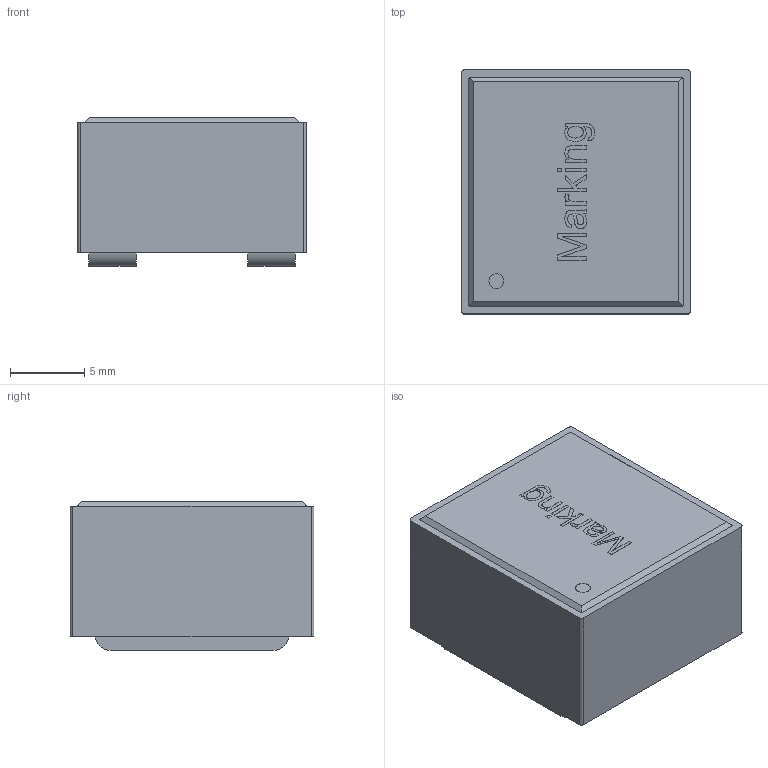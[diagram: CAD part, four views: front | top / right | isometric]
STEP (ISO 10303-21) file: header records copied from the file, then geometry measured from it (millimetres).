
FILE_DESCRIPTION(/* description */ ('Unknown'),/* implementation_level */ '2;1');
FILE_NAME(/* name */ 'L_Wurth_WE-XHMI_1510',/* time_stamp */ '2022-03-08T13:38:16+08:00',/* author */ ('Unknown'),/* organization */ ('Unknown'),/* preprocessor_version */ 'ST-DEVELOPER v16.7',/* originating_system */ 'Solid Edge',/* authorisation */ 'Unknown');
FILE_SCHEMA (('AUTOMOTIVE_DESIGN {1 0 10303 214 3 1 1}'));
Length unit declared in the file: millimetre
Products named in the file (2): L_Wurth_WE-XHMI_1510
Assembly tree (1 placements, depth 2):
  L_Wurth_WE-XHMI_1510
    L_Wurth_WE-XHMI_1510
Bounding box: 15.4 x 16.4 x 10 mm (x, y, z)
Volume: 2358.3 mm3; surface area: 1120.9 mm2
Topology: 1 solids, 1 shells, 103 faces, 261 edges, 174 vertices
Faces by surface type: plane 74, bspline 15, cylinder 14
Full cylindrical faces by diameter (mm): 1 x1
Entity records: 4491 total; most frequent: CARTESIAN_POINT 1314, ORIENTED_EDGE 518, DIRECTION 440, EDGE_CURVE 259, LINE 196, VECTOR 196, VERTEX_POINT 174, AXIS2_PLACEMENT_3D 122
